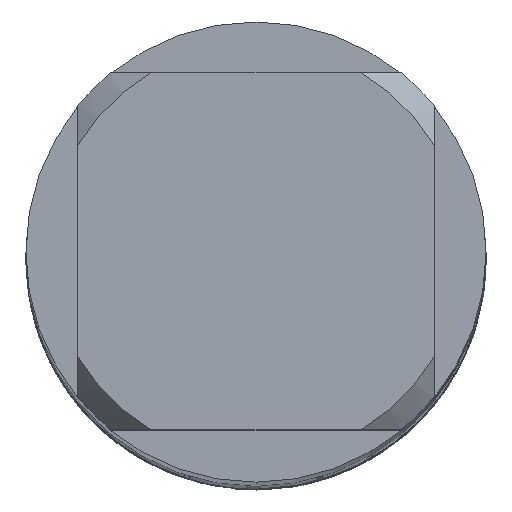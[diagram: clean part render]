
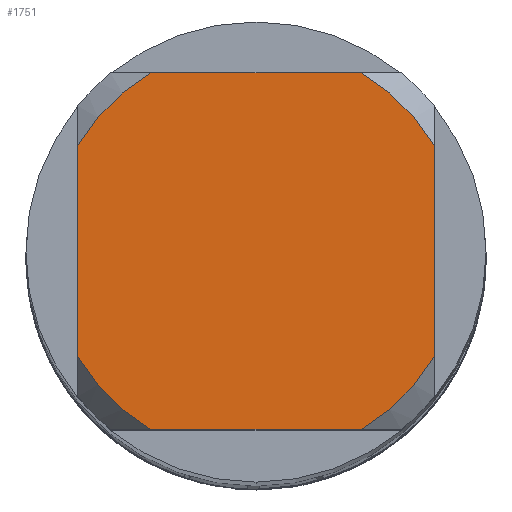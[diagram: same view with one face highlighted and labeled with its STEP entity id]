
A CAD part, top view. The second image highlights one B-rep face of the part: STEP entity #1751.
In plain terms, the highlighted planar face has unit normal (0, 0, 1).
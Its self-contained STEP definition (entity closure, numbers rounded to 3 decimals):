
#1511=EDGE_CURVE('',#1537,#3597,#4399,.T.);
#1515=VERTEX_POINT('',#4404);
#1537=VERTEX_POINT('',#4429);
#1751=ADVANCED_FACE('',(#4654),#4655,.T.);
#2013=EDGE_CURVE('',#3163,#1515,#4948,.T.);
#2151=VERTEX_POINT('',#5092);
#2433=VERTEX_POINT('',#5398);
#2463=EDGE_CURVE('',#2433,#2703,#5429,.T.);
#2703=VERTEX_POINT('',#5689);
#3025=EDGE_CURVE('',#3163,#2703,#6042,.T.);
#3163=VERTEX_POINT('',#6192);
#3175=VERTEX_POINT('',#6205);
#3355=EDGE_CURVE('',#2151,#3175,#6401,.T.);
#3533=EDGE_CURVE('',#1537,#3175,#6594,.T.);
#3597=VERTEX_POINT('',#6663);
#3637=EDGE_CURVE('',#2433,#3597,#6710,.T.);
#4105=EDGE_CURVE('',#2151,#1515,#7225,.T.);
#4399=CIRCLE('',#7612,3.6);
#4404=CARTESIAN_POINT('',(1.83,-3.1,0.0));
#4429=CARTESIAN_POINT('',(-3.1,1.83,0.0));
#4654=FACE_OUTER_BOUND('',#8197,.T.);
#4655=PLANE('',#8198);
#4948=CIRCLE('',#9024,3.6);
#5092=CARTESIAN_POINT('',(-1.83,-3.1,0.0));
#5398=CARTESIAN_POINT('',(1.83,3.1,0.0));
#5429=CIRCLE('',#10227,3.6);
#5689=CARTESIAN_POINT('',(3.1,1.83,0.0));
#6042=LINE('',#12372,#12373);
#6192=CARTESIAN_POINT('',(3.1,-1.83,0.0));
#6205=CARTESIAN_POINT('',(-3.1,-1.83,0.0));
#6401=CIRCLE('',#13195,3.6);
#6594=LINE('',#13763,#13764);
#6663=CARTESIAN_POINT('',(-1.83,3.1,0.0));
#6710=LINE('',#14122,#14123);
#7225=LINE('',#15633,#15634);
#7612=AXIS2_PLACEMENT_3D('',#16483,#16484,#16485);
#8197=EDGE_LOOP('',(#16702,#16703,#16704,#16705,#16706,#16707,#16708,#16709));
#8198=AXIS2_PLACEMENT_3D('',#16710,#16711,#16712);
#9024=AXIS2_PLACEMENT_3D('',#17082,#17083,#17084);
#10227=AXIS2_PLACEMENT_3D('',#17491,#17492,#17493);
#12372=CARTESIAN_POINT('',(3.1,0.9,0.0));
#12373=VECTOR('',#18305,1.0);
#13195=AXIS2_PLACEMENT_3D('',#18643,#18644,#18645);
#13763=CARTESIAN_POINT('',(-3.1,0.9,0.0));
#13764=VECTOR('',#18859,1.0);
#14122=CARTESIAN_POINT('',(0.0,3.1,0.0));
#14123=VECTOR('',#19000,1.0);
#15633=CARTESIAN_POINT('',(0.0,-3.1,0.0));
#15634=VECTOR('',#19613,1.0);
#16483=CARTESIAN_POINT('',(0.0,0.0,0.0));
#16484=DIRECTION('',(0.0,0.0,-1.0));
#16485=DIRECTION('',(0.0,1.0,0.0));
#16702=ORIENTED_EDGE('',*,*,#3533,.T.);
#16703=ORIENTED_EDGE('',*,*,#3355,.F.);
#16704=ORIENTED_EDGE('',*,*,#4105,.T.);
#16705=ORIENTED_EDGE('',*,*,#2013,.F.);
#16706=ORIENTED_EDGE('',*,*,#3025,.T.);
#16707=ORIENTED_EDGE('',*,*,#2463,.F.);
#16708=ORIENTED_EDGE('',*,*,#3637,.T.);
#16709=ORIENTED_EDGE('',*,*,#1511,.F.);
#16710=CARTESIAN_POINT('',(0.0,1.8,0.0));
#16711=DIRECTION('',(-0.0,0.0,1.0));
#16712=DIRECTION('',(0.0,-1.0,0.0));
#17082=CARTESIAN_POINT('',(0.0,0.0,0.0));
#17083=DIRECTION('',(0.0,0.0,-1.0));
#17084=DIRECTION('',(0.0,1.0,0.0));
#17491=CARTESIAN_POINT('',(0.0,0.0,0.0));
#17492=DIRECTION('',(0.0,0.0,-1.0));
#17493=DIRECTION('',(0.0,1.0,0.0));
#18305=DIRECTION('',(-0.0,1.0,0.0));
#18643=CARTESIAN_POINT('',(0.0,0.0,0.0));
#18644=DIRECTION('',(0.0,0.0,-1.0));
#18645=DIRECTION('',(0.0,1.0,0.0));
#18859=DIRECTION('',(-0.0,-1.0,0.0));
#19000=DIRECTION('',(-1.0,0.0,0.0));
#19613=DIRECTION('',(1.0,0.0,0.0));
